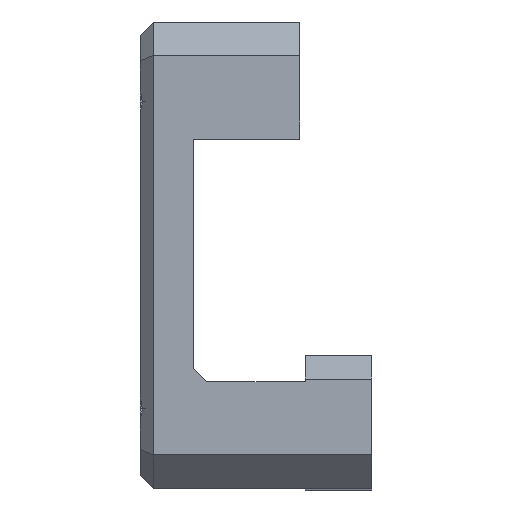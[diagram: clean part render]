
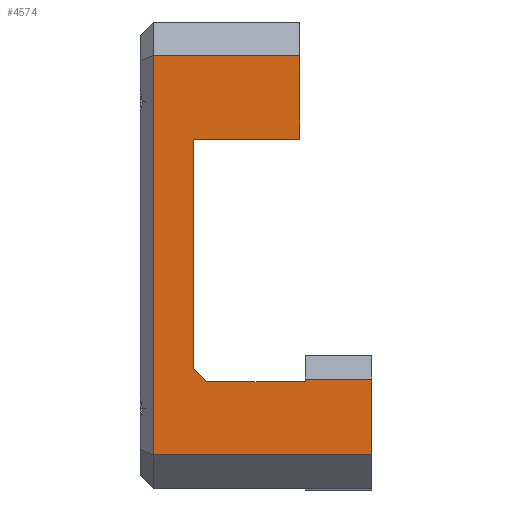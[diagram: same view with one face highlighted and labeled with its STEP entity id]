
A CAD part, top view. The second image highlights one B-rep face of the part: STEP entity #4574.
In plain terms, the highlighted planar face has unit normal (0, 0, 1).
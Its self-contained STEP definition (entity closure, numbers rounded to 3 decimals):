
#6 = VECTOR ( 'NONE', #1647, 1000. ) ;
#29 = CARTESIAN_POINT ( 'NONE',  ( -4., 5.1, 23.65 ) ) ;
#48 = EDGE_LOOP ( 'NONE', ( #3440, #2514, #1091, #3445, #2269, #2164, #1435, #4528, #1988, #4272, #5936 ) ) ;
#73 = CARTESIAN_POINT ( 'NONE',  ( -4.4, 23.1, 23.65 ) ) ;
#137 = EDGE_CURVE ( 'NONE', #2579, #1920, #2681, .T. ) ;
#172 = CARTESIAN_POINT ( 'NONE',  ( -11.4, 4.9, 23.65 ) ) ;
#228 = CARTESIAN_POINT ( 'NONE',  ( -15.4, -0.6, 23.65 ) ) ;
#351 = CARTESIAN_POINT ( 'NONE',  ( -12.4, 5.9, 23.65 ) ) ;
#424 = DIRECTION ( 'NONE',  ( 1., 0., 0. ) ) ;
#747 = CARTESIAN_POINT ( 'NONE',  ( 0., -0.6, 23.65 ) ) ;
#776 = LINE ( 'NONE', #5215, #4453 ) ;
#878 = LINE ( 'NONE', #3808, #2196 ) ;
#930 = EDGE_CURVE ( 'NONE', #2919, #2537, #5488, .T. ) ;
#932 = LINE ( 'NONE', #29, #5204 ) ;
#1091 = ORIENTED_EDGE ( 'NONE', *, *, #1954, .T. ) ;
#1109 = AXIS2_PLACEMENT_3D ( 'NONE', #1979, #3941, #5910 ) ;
#1115 = VECTOR ( 'NONE', #5321, 1000. ) ;
#1303 = VECTOR ( 'NONE', #4550, 1000. ) ;
#1429 = CARTESIAN_POINT ( 'NONE',  ( -4., 4.9, 23.65 ) ) ;
#1435 = ORIENTED_EDGE ( 'NONE', *, *, #1639, .T. ) ;
#1520 = LINE ( 'NONE', #1429, #1115 ) ;
#1639 = EDGE_CURVE ( 'NONE', #2265, #3482, #1520, .T. ) ;
#1647 = DIRECTION ( 'NONE',  ( 0., 1., 0. ) ) ;
#1654 = CARTESIAN_POINT ( 'NONE',  ( 1., -0.6, 23.65 ) ) ;
#1754 = EDGE_CURVE ( 'NONE', #6170, #5855, #3572, .T. ) ;
#1902 = CARTESIAN_POINT ( 'NONE',  ( -12.4, 5.9, 23.65 ) ) ;
#1909 = VECTOR ( 'NONE', #424, 1000. ) ;
#1920 = VERTEX_POINT ( 'NONE', #228 ) ;
#1954 = EDGE_CURVE ( 'NONE', #1920, #2919, #5148, .T. ) ;
#1979 = CARTESIAN_POINT ( 'NONE',  ( 0., 0., 23.65 ) ) ;
#1988 = ORIENTED_EDGE ( 'NONE', *, *, #3949, .T. ) ;
#2096 = DIRECTION ( 'NONE',  ( -0.707, 0.707, 0. ) ) ;
#2164 = ORIENTED_EDGE ( 'NONE', *, *, #6013, .T. ) ;
#2194 = LINE ( 'NONE', #172, #5379 ) ;
#2196 = VECTOR ( 'NONE', #2969, 1000. ) ;
#2265 = VERTEX_POINT ( 'NONE', #5383 ) ;
#2269 = ORIENTED_EDGE ( 'NONE', *, *, #2307, .T. ) ;
#2307 = EDGE_CURVE ( 'NONE', #2537, #4818, #878, .T. ) ;
#2427 = CARTESIAN_POINT ( 'NONE',  ( -4.4, 29.4, 23.65 ) ) ;
#2481 = EDGE_CURVE ( 'NONE', #5855, #2579, #776, .T. ) ;
#2514 = ORIENTED_EDGE ( 'NONE', *, *, #137, .T. ) ;
#2537 = VERTEX_POINT ( 'NONE', #5245 ) ;
#2579 = VERTEX_POINT ( 'NONE', #3147 ) ;
#2681 = LINE ( 'NONE', #6126, #4704 ) ;
#2690 = LINE ( 'NONE', #351, #4151 ) ;
#2697 = CARTESIAN_POINT ( 'NONE',  ( -11.4, 4.9, 23.65 ) ) ;
#2701 = DIRECTION ( 'NONE',  ( 1., 0., 0. ) ) ;
#2911 = EDGE_CURVE ( 'NONE', #3482, #3609, #2194, .T. ) ;
#2919 = VERTEX_POINT ( 'NONE', #1654 ) ;
#2969 = DIRECTION ( 'NONE',  ( -1., 0., 0. ) ) ;
#3147 = CARTESIAN_POINT ( 'NONE',  ( -15.4, 29.4, 23.65 ) ) ;
#3182 = PLANE ( 'NONE',  #1109 ) ;
#3404 = DIRECTION ( 'NONE',  ( 0., -1., 0. ) ) ;
#3440 = ORIENTED_EDGE ( 'NONE', *, *, #2481, .T. ) ;
#3445 = ORIENTED_EDGE ( 'NONE', *, *, #930, .T. ) ;
#3482 = VERTEX_POINT ( 'NONE', #2697 ) ;
#3546 = CARTESIAN_POINT ( 'NONE',  ( -12.4, 23.1, 23.65 ) ) ;
#3572 = LINE ( 'NONE', #73, #6 ) ;
#3595 = EDGE_CURVE ( 'NONE', #5654, #6170, #6278, .T. ) ;
#3609 = VERTEX_POINT ( 'NONE', #1902 ) ;
#3670 = FACE_OUTER_BOUND ( 'NONE', #48, .T. ) ;
#3808 = CARTESIAN_POINT ( 'NONE',  ( 1., 5.1, 23.65 ) ) ;
#3941 = DIRECTION ( 'NONE',  ( 0., 0., 1. ) ) ;
#3949 = EDGE_CURVE ( 'NONE', #3609, #5654, #2690, .T. ) ;
#4136 = CARTESIAN_POINT ( 'NONE',  ( -4., 5.1, 23.65 ) ) ;
#4151 = VECTOR ( 'NONE', #4273, 1000. ) ;
#4272 = ORIENTED_EDGE ( 'NONE', *, *, #3595, .T. ) ;
#4273 = DIRECTION ( 'NONE',  ( 0., 1., 0. ) ) ;
#4453 = VECTOR ( 'NONE', #4630, 1000. ) ;
#4528 = ORIENTED_EDGE ( 'NONE', *, *, #2911, .T. ) ;
#4550 = DIRECTION ( 'NONE',  ( 0., 1., 0. ) ) ;
#4574 = ADVANCED_FACE ( 'NONE', ( #3670 ), #3182, .T. ) ;
#4630 = DIRECTION ( 'NONE',  ( -1., 0., 0. ) ) ;
#4646 = VECTOR ( 'NONE', #2701, 1000. ) ;
#4704 = VECTOR ( 'NONE', #6032, 1000. ) ;
#4818 = VERTEX_POINT ( 'NONE', #4136 ) ;
#5148 = LINE ( 'NONE', #747, #4646 ) ;
#5204 = VECTOR ( 'NONE', #3404, 1000. ) ;
#5215 = CARTESIAN_POINT ( 'NONE',  ( -16.4, 29.4, 23.65 ) ) ;
#5245 = CARTESIAN_POINT ( 'NONE',  ( 1., 5.1, 23.65 ) ) ;
#5321 = DIRECTION ( 'NONE',  ( -1., 0., 0. ) ) ;
#5379 = VECTOR ( 'NONE', #2096, 1000. ) ;
#5383 = CARTESIAN_POINT ( 'NONE',  ( -4., 4.9, 23.65 ) ) ;
#5488 = LINE ( 'NONE', #5583, #1303 ) ;
#5583 = CARTESIAN_POINT ( 'NONE',  ( 1., -3.1, 23.65 ) ) ;
#5654 = VERTEX_POINT ( 'NONE', #3546 ) ;
#5855 = VERTEX_POINT ( 'NONE', #2427 ) ;
#5910 = DIRECTION ( 'NONE',  ( 1., 0., 0. ) ) ;
#5918 = CARTESIAN_POINT ( 'NONE',  ( -4.4, 23.1, 23.65 ) ) ;
#5920 = CARTESIAN_POINT ( 'NONE',  ( -12.4, 23.1, 23.65 ) ) ;
#5936 = ORIENTED_EDGE ( 'NONE', *, *, #1754, .T. ) ;
#6013 = EDGE_CURVE ( 'NONE', #4818, #2265, #932, .T. ) ;
#6032 = DIRECTION ( 'NONE',  ( 0., -1., 0. ) ) ;
#6126 = CARTESIAN_POINT ( 'NONE',  ( -15.4, 0., 23.65 ) ) ;
#6170 = VERTEX_POINT ( 'NONE', #5918 ) ;
#6278 = LINE ( 'NONE', #5920, #1909 ) ;
